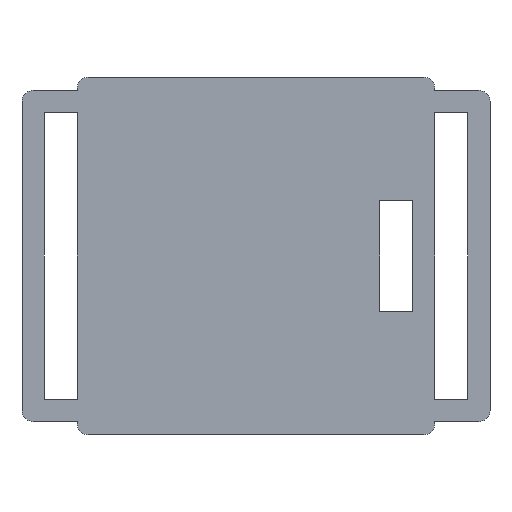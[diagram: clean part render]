
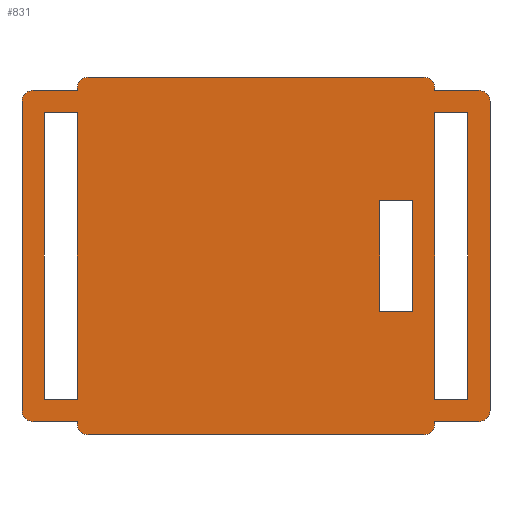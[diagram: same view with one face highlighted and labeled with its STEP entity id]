
A CAD part, front view. The second image highlights one B-rep face of the part: STEP entity #831.
In plain terms, the highlighted planar face has unit normal (0, -1, 0).
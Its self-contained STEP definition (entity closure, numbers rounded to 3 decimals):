
#15=FACE_BOUND('',#308,.T.);
#16=FACE_BOUND('',#309,.T.);
#17=FACE_BOUND('',#310,.T.);
#20=PLANE('',#905);
#61=LINE('',#1371,#155);
#64=LINE('',#1377,#158);
#65=LINE('',#1379,#159);
#66=LINE('',#1383,#160);
#67=LINE('',#1387,#161);
#68=LINE('',#1389,#162);
#69=LINE('',#1393,#163);
#70=LINE('',#1397,#164);
#71=LINE('',#1399,#165);
#72=LINE('',#1403,#166);
#73=LINE('',#1407,#167);
#74=LINE('',#1409,#168);
#75=LINE('',#1413,#169);
#76=LINE('',#1415,#170);
#77=LINE('',#1417,#171);
#78=LINE('',#1418,#172);
#79=LINE('',#1421,#173);
#80=LINE('',#1423,#174);
#81=LINE('',#1425,#175);
#82=LINE('',#1426,#176);
#83=LINE('',#1429,#177);
#84=LINE('',#1431,#178);
#85=LINE('',#1433,#179);
#86=LINE('',#1434,#180);
#155=VECTOR('',#1017,10.);
#158=VECTOR('',#1022,10.);
#159=VECTOR('',#1023,10.);
#160=VECTOR('',#1026,10.);
#161=VECTOR('',#1029,10.);
#162=VECTOR('',#1030,10.);
#163=VECTOR('',#1033,10.);
#164=VECTOR('',#1036,10.);
#165=VECTOR('',#1037,10.);
#166=VECTOR('',#1040,10.);
#167=VECTOR('',#1043,10.);
#168=VECTOR('',#1044,10.);
#169=VECTOR('',#1047,10.);
#170=VECTOR('',#1048,10.);
#171=VECTOR('',#1049,10.);
#172=VECTOR('',#1050,10.);
#173=VECTOR('',#1051,10.);
#174=VECTOR('',#1052,10.);
#175=VECTOR('',#1053,10.);
#176=VECTOR('',#1054,10.);
#177=VECTOR('',#1055,10.);
#178=VECTOR('',#1056,10.);
#179=VECTOR('',#1057,10.);
#180=VECTOR('',#1058,10.);
#261=FACE_OUTER_BOUND('',#307,.T.);
#307=EDGE_LOOP('',(#615,#616,#617,#618,#619,#620,#621,#622,#623,#624,#625,
#626,#627,#628,#629,#630,#631,#632,#633,#634));
#308=EDGE_LOOP('',(#635,#636,#637,#638));
#309=EDGE_LOOP('',(#639,#640,#641,#642));
#310=EDGE_LOOP('',(#643,#644,#645,#646));
#354=CIRCLE('',#903,1.);
#355=CIRCLE('',#906,1.);
#356=CIRCLE('',#907,1.);
#357=CIRCLE('',#908,1.);
#358=CIRCLE('',#909,1.);
#359=CIRCLE('',#910,1.);
#360=CIRCLE('',#911,1.);
#361=CIRCLE('',#912,1.);
#395=VERTEX_POINT('',#1364);
#396=VERTEX_POINT('',#1366);
#397=VERTEX_POINT('',#1370);
#399=VERTEX_POINT('',#1376);
#400=VERTEX_POINT('',#1378);
#401=VERTEX_POINT('',#1380);
#402=VERTEX_POINT('',#1382);
#403=VERTEX_POINT('',#1384);
#404=VERTEX_POINT('',#1386);
#405=VERTEX_POINT('',#1388);
#406=VERTEX_POINT('',#1390);
#407=VERTEX_POINT('',#1392);
#408=VERTEX_POINT('',#1394);
#409=VERTEX_POINT('',#1396);
#410=VERTEX_POINT('',#1398);
#411=VERTEX_POINT('',#1400);
#412=VERTEX_POINT('',#1402);
#413=VERTEX_POINT('',#1404);
#414=VERTEX_POINT('',#1406);
#415=VERTEX_POINT('',#1408);
#416=VERTEX_POINT('',#1411);
#417=VERTEX_POINT('',#1412);
#418=VERTEX_POINT('',#1414);
#419=VERTEX_POINT('',#1416);
#420=VERTEX_POINT('',#1419);
#421=VERTEX_POINT('',#1420);
#422=VERTEX_POINT('',#1422);
#423=VERTEX_POINT('',#1424);
#424=VERTEX_POINT('',#1427);
#425=VERTEX_POINT('',#1428);
#426=VERTEX_POINT('',#1430);
#427=VERTEX_POINT('',#1432);
#479=EDGE_CURVE('',#395,#396,#354,.T.);
#481=EDGE_CURVE('',#397,#396,#61,.T.);
#484=EDGE_CURVE('',#395,#399,#64,.T.);
#485=EDGE_CURVE('',#400,#399,#65,.T.);
#486=EDGE_CURVE('',#401,#400,#355,.T.);
#487=EDGE_CURVE('',#402,#401,#66,.T.);
#488=EDGE_CURVE('',#403,#402,#356,.T.);
#489=EDGE_CURVE('',#404,#403,#67,.T.);
#490=EDGE_CURVE('',#404,#405,#68,.T.);
#491=EDGE_CURVE('',#406,#405,#357,.T.);
#492=EDGE_CURVE('',#406,#407,#69,.T.);
#493=EDGE_CURVE('',#408,#407,#358,.T.);
#494=EDGE_CURVE('',#408,#409,#70,.T.);
#495=EDGE_CURVE('',#410,#409,#71,.T.);
#496=EDGE_CURVE('',#411,#410,#359,.T.);
#497=EDGE_CURVE('',#412,#411,#72,.T.);
#498=EDGE_CURVE('',#413,#412,#360,.T.);
#499=EDGE_CURVE('',#414,#413,#73,.T.);
#500=EDGE_CURVE('',#414,#415,#74,.T.);
#501=EDGE_CURVE('',#397,#415,#361,.T.);
#502=EDGE_CURVE('',#416,#417,#75,.T.);
#503=EDGE_CURVE('',#417,#418,#76,.T.);
#504=EDGE_CURVE('',#418,#419,#77,.T.);
#505=EDGE_CURVE('',#419,#416,#78,.T.);
#506=EDGE_CURVE('',#420,#421,#79,.T.);
#507=EDGE_CURVE('',#421,#422,#80,.T.);
#508=EDGE_CURVE('',#422,#423,#81,.T.);
#509=EDGE_CURVE('',#423,#420,#82,.T.);
#510=EDGE_CURVE('',#424,#425,#83,.T.);
#511=EDGE_CURVE('',#425,#426,#84,.T.);
#512=EDGE_CURVE('',#426,#427,#85,.T.);
#513=EDGE_CURVE('',#427,#424,#86,.T.);
#615=ORIENTED_EDGE('',*,*,#479,.F.);
#616=ORIENTED_EDGE('',*,*,#484,.T.);
#617=ORIENTED_EDGE('',*,*,#485,.F.);
#618=ORIENTED_EDGE('',*,*,#486,.F.);
#619=ORIENTED_EDGE('',*,*,#487,.F.);
#620=ORIENTED_EDGE('',*,*,#488,.F.);
#621=ORIENTED_EDGE('',*,*,#489,.F.);
#622=ORIENTED_EDGE('',*,*,#490,.T.);
#623=ORIENTED_EDGE('',*,*,#491,.F.);
#624=ORIENTED_EDGE('',*,*,#492,.T.);
#625=ORIENTED_EDGE('',*,*,#493,.F.);
#626=ORIENTED_EDGE('',*,*,#494,.T.);
#627=ORIENTED_EDGE('',*,*,#495,.F.);
#628=ORIENTED_EDGE('',*,*,#496,.F.);
#629=ORIENTED_EDGE('',*,*,#497,.F.);
#630=ORIENTED_EDGE('',*,*,#498,.F.);
#631=ORIENTED_EDGE('',*,*,#499,.F.);
#632=ORIENTED_EDGE('',*,*,#500,.T.);
#633=ORIENTED_EDGE('',*,*,#501,.F.);
#634=ORIENTED_EDGE('',*,*,#481,.T.);
#635=ORIENTED_EDGE('',*,*,#502,.T.);
#636=ORIENTED_EDGE('',*,*,#503,.T.);
#637=ORIENTED_EDGE('',*,*,#504,.T.);
#638=ORIENTED_EDGE('',*,*,#505,.T.);
#639=ORIENTED_EDGE('',*,*,#506,.T.);
#640=ORIENTED_EDGE('',*,*,#507,.T.);
#641=ORIENTED_EDGE('',*,*,#508,.T.);
#642=ORIENTED_EDGE('',*,*,#509,.T.);
#643=ORIENTED_EDGE('',*,*,#510,.T.);
#644=ORIENTED_EDGE('',*,*,#511,.T.);
#645=ORIENTED_EDGE('',*,*,#512,.T.);
#646=ORIENTED_EDGE('',*,*,#513,.T.);
#831=ADVANCED_FACE('',(#261,#15,#16,#17),#20,.F.);
#903=AXIS2_PLACEMENT_3D('',#1367,#1012,#1013);
#905=AXIS2_PLACEMENT_3D('',#1375,#1020,#1021);
#906=AXIS2_PLACEMENT_3D('',#1381,#1024,#1025);
#907=AXIS2_PLACEMENT_3D('',#1385,#1027,#1028);
#908=AXIS2_PLACEMENT_3D('',#1391,#1031,#1032);
#909=AXIS2_PLACEMENT_3D('',#1395,#1034,#1035);
#910=AXIS2_PLACEMENT_3D('',#1401,#1038,#1039);
#911=AXIS2_PLACEMENT_3D('',#1405,#1041,#1042);
#912=AXIS2_PLACEMENT_3D('',#1410,#1045,#1046);
#1012=DIRECTION('center_axis',(0.,1.,0.));
#1013=DIRECTION('ref_axis',(-0.707,0.,0.707));
#1017=DIRECTION('',(-1.,0.,0.));
#1020=DIRECTION('center_axis',(0.,1.,0.));
#1021=DIRECTION('ref_axis',(1.,0.,0.));
#1022=DIRECTION('',(0.,0.,-1.));
#1023=DIRECTION('',(1.,0.,0.));
#1024=DIRECTION('center_axis',(0.,1.,0.));
#1025=DIRECTION('ref_axis',(-0.707,0.,0.707));
#1026=DIRECTION('',(0.,0.,1.));
#1027=DIRECTION('center_axis',(0.,1.,0.));
#1028=DIRECTION('ref_axis',(-0.707,0.,-0.707));
#1029=DIRECTION('',(-1.,0.,0.));
#1030=DIRECTION('',(0.,0.,-1.));
#1031=DIRECTION('center_axis',(0.,1.,0.));
#1032=DIRECTION('ref_axis',(-0.707,0.,-0.707));
#1033=DIRECTION('',(1.,0.,0.));
#1034=DIRECTION('center_axis',(0.,1.,0.));
#1035=DIRECTION('ref_axis',(0.707,0.,-0.707));
#1036=DIRECTION('',(0.,0.,1.));
#1037=DIRECTION('',(-1.,0.,0.));
#1038=DIRECTION('center_axis',(0.,1.,0.));
#1039=DIRECTION('ref_axis',(0.707,0.,-0.707));
#1040=DIRECTION('',(0.,0.,-1.));
#1041=DIRECTION('center_axis',(0.,1.,0.));
#1042=DIRECTION('ref_axis',(0.707,0.,0.707));
#1043=DIRECTION('',(1.,0.,0.));
#1044=DIRECTION('',(0.,0.,1.));
#1045=DIRECTION('center_axis',(0.,1.,0.));
#1046=DIRECTION('ref_axis',(0.707,0.,0.707));
#1047=DIRECTION('',(0.,0.,-1.));
#1048=DIRECTION('',(-1.,0.,0.));
#1049=DIRECTION('',(0.,0.,1.));
#1050=DIRECTION('',(1.,0.,0.));
#1051=DIRECTION('',(0.,0.,-1.));
#1052=DIRECTION('',(-1.,0.,0.));
#1053=DIRECTION('',(0.,0.,1.));
#1054=DIRECTION('',(1.,0.,0.));
#1055=DIRECTION('',(0.,0.,1.));
#1056=DIRECTION('',(1.,0.,0.));
#1057=DIRECTION('',(0.,0.,-1.));
#1058=DIRECTION('',(-1.,0.,0.));
#1364=CARTESIAN_POINT('',(-16.2,0.,15.2));
#1366=CARTESIAN_POINT('',(-15.2,0.,16.2));
#1367=CARTESIAN_POINT('Origin',(-15.2,0.,15.2));
#1370=CARTESIAN_POINT('',(15.2,0.,16.2));
#1371=CARTESIAN_POINT('',(16.2,0.,16.2));
#1375=CARTESIAN_POINT('Origin',(0.,0.,0.));
#1376=CARTESIAN_POINT('',(-16.2,0.,15.));
#1377=CARTESIAN_POINT('',(-16.2,0.,16.2));
#1378=CARTESIAN_POINT('',(-20.2,0.,15.));
#1379=CARTESIAN_POINT('',(-21.2,0.,15.));
#1380=CARTESIAN_POINT('',(-21.2,0.,14.));
#1381=CARTESIAN_POINT('Origin',(-20.2,0.,14.));
#1382=CARTESIAN_POINT('',(-21.2,0.,-14.));
#1383=CARTESIAN_POINT('',(-21.2,0.,-15.));
#1384=CARTESIAN_POINT('',(-20.2,0.,-15.));
#1385=CARTESIAN_POINT('Origin',(-20.2,0.,-14.));
#1386=CARTESIAN_POINT('',(-16.2,0.,-15.));
#1387=CARTESIAN_POINT('',(-16.2,0.,-15.));
#1388=CARTESIAN_POINT('',(-16.2,0.,-15.2));
#1389=CARTESIAN_POINT('',(-16.2,0.,16.2));
#1390=CARTESIAN_POINT('',(-15.2,0.,-16.2));
#1391=CARTESIAN_POINT('Origin',(-15.2,0.,-15.2));
#1392=CARTESIAN_POINT('',(15.2,0.,-16.2));
#1393=CARTESIAN_POINT('',(-16.2,0.,-16.2));
#1394=CARTESIAN_POINT('',(16.2,0.,-15.2));
#1395=CARTESIAN_POINT('Origin',(15.2,0.,-15.2));
#1396=CARTESIAN_POINT('',(16.2,0.,-15.));
#1397=CARTESIAN_POINT('',(16.2,0.,-16.2));
#1398=CARTESIAN_POINT('',(20.2,0.,-15.));
#1399=CARTESIAN_POINT('',(21.2,0.,-15.));
#1400=CARTESIAN_POINT('',(21.2,0.,-14.));
#1401=CARTESIAN_POINT('Origin',(20.2,0.,-14.));
#1402=CARTESIAN_POINT('',(21.2,0.,14.));
#1403=CARTESIAN_POINT('',(21.2,0.,15.));
#1404=CARTESIAN_POINT('',(20.2,0.,15.));
#1405=CARTESIAN_POINT('Origin',(20.2,0.,14.));
#1406=CARTESIAN_POINT('',(16.2,0.,15.));
#1407=CARTESIAN_POINT('',(16.2,0.,15.));
#1408=CARTESIAN_POINT('',(16.2,0.,15.2));
#1409=CARTESIAN_POINT('',(16.2,0.,-16.2));
#1410=CARTESIAN_POINT('Origin',(15.2,0.,15.2));
#1411=CARTESIAN_POINT('',(14.2,0.,5.));
#1412=CARTESIAN_POINT('',(14.2,0.,-5.));
#1413=CARTESIAN_POINT('',(14.2,0.,-2.5));
#1414=CARTESIAN_POINT('',(11.2,0.,-5.));
#1415=CARTESIAN_POINT('',(5.6,0.,-5.));
#1416=CARTESIAN_POINT('',(11.2,0.,5.));
#1417=CARTESIAN_POINT('',(11.2,0.,2.5));
#1418=CARTESIAN_POINT('',(7.1,0.,5.));
#1419=CARTESIAN_POINT('',(-16.2,0.,13.));
#1420=CARTESIAN_POINT('',(-16.2,0.,-13.));
#1421=CARTESIAN_POINT('',(-16.2,0.,16.2));
#1422=CARTESIAN_POINT('',(-19.2,0.,-13.));
#1423=CARTESIAN_POINT('',(-16.2,0.,-13.));
#1424=CARTESIAN_POINT('',(-19.2,0.,13.));
#1425=CARTESIAN_POINT('',(-19.2,0.,-13.));
#1426=CARTESIAN_POINT('',(-19.2,0.,13.));
#1427=CARTESIAN_POINT('',(16.2,0.,-13.));
#1428=CARTESIAN_POINT('',(16.2,0.,13.));
#1429=CARTESIAN_POINT('',(16.2,0.,-16.2));
#1430=CARTESIAN_POINT('',(19.2,0.,13.));
#1431=CARTESIAN_POINT('',(16.2,0.,13.));
#1432=CARTESIAN_POINT('',(19.2,0.,-13.));
#1433=CARTESIAN_POINT('',(19.2,0.,13.));
#1434=CARTESIAN_POINT('',(19.2,0.,-13.));
